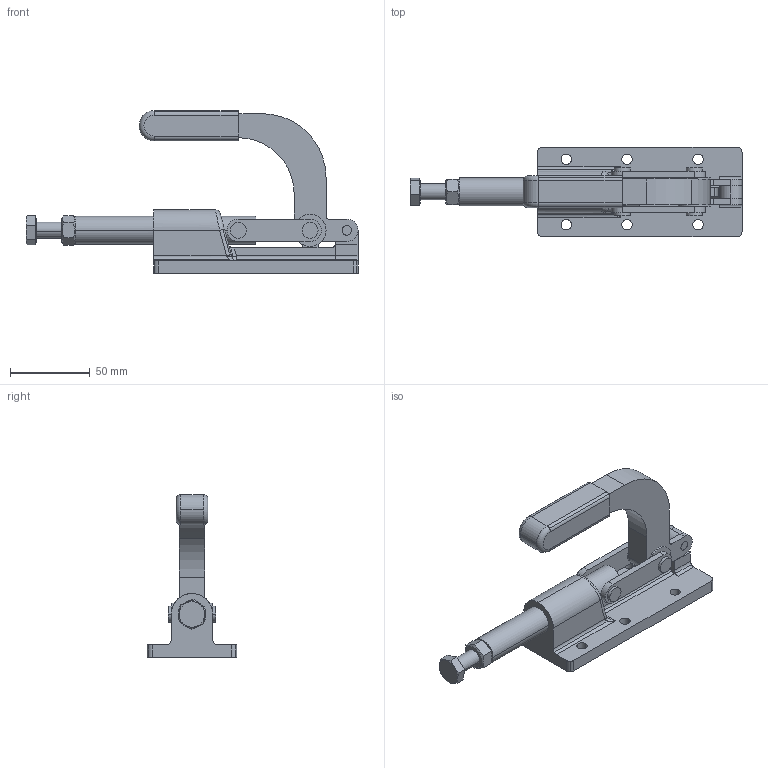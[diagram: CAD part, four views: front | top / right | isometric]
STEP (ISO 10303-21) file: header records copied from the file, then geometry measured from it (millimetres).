
FILE_DESCRIPTION((''),'2;1');
FILE_NAME('CP8.stp','2004-02-06T12:36:57',('Administrator'),(''),'Autodesk Inventor (R) 6.0','Autodesk Inventor (R) 6.0','');
FILE_SCHEMA(('AUTOMOTIVE_DESIGN { 1 0 10303 214 1 1 1 1 }'));
Length unit declared in the file: millimetre
Products named in the file (14): CP8; CP81; CP82; CP83; CP84; CP85; CP86; CP87; CP88; CP89; CP810; CP811; CP812; CP813
Assembly tree (13 placements, depth 2):
  CP8
    CP81
    CP82
    CP83
    CP84
    CP85
    CP86
    CP87
    CP88
    CP89
    CP810
    CP811
    CP812
    CP813
Bounding box: 207.82 x 56 x 102 mm (x, y, z)
Volume: 197731.4 mm3; surface area: 62274.9 mm2
Topology: 13 solids, 13 shells, 253 faces, 633 edges, 411 vertices
Faces by surface type: cylinder 132, plane 77, bspline 26, cone 16, torus 2
Entity records: 9000 total; most frequent: CARTESIAN_POINT 2409, DIRECTION 1421, ORIENTED_EDGE 1262, EDGE_CURVE 631, AXIS2_PLACEMENT_3D 566, VERTEX_POINT 411, EDGE_LOOP 298, VECTOR 289
